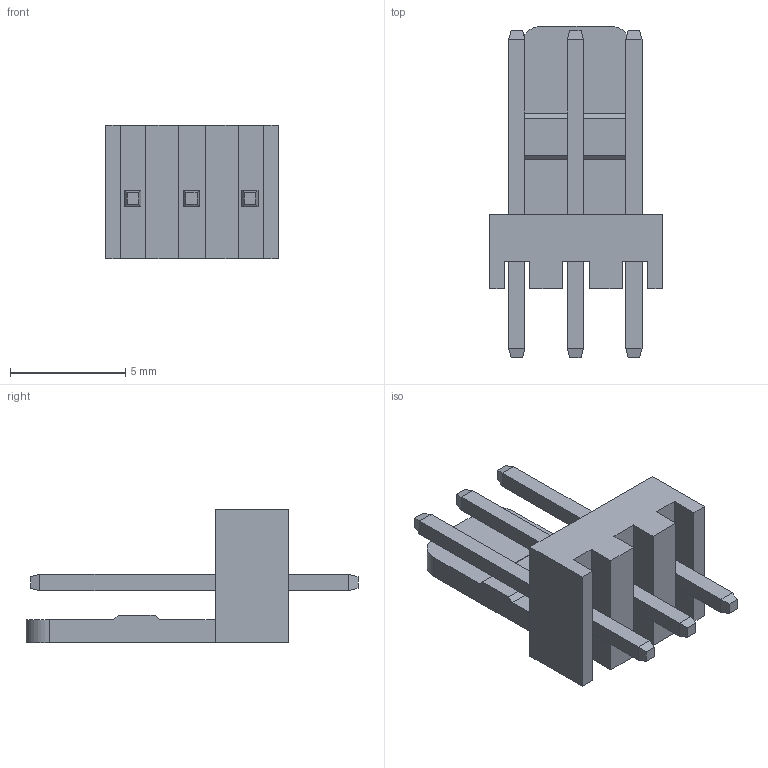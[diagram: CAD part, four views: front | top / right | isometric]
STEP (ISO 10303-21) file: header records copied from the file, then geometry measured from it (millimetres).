
FILE_DESCRIPTION (( 'STEP AP214' ), '1' );
FILE_NAME ('User Library-WF-3-1.STEP', '2014-10-28T15:11:33', ( 'Windows User' ), ( '' ), 'SwSTEP 2.0', 'SolidWorks 2014', '' );
FILE_SCHEMA (( 'AUTOMOTIVE_DESIGN' ));
Length unit declared in the file: millimetre
Products named in the file (3): User Library-WF-3-1_Pin 2___ _________; User Library-WF-3-1_Case WF-3___ _________; User Library-WF-3-1
Assembly tree (4 placements, depth 2):
  User Library-WF-3-1
    User Library-WF-3-1_Case WF-3___ _________
    User Library-WF-3-1_Pin 2___ _________  x3
Bounding box: 7.5 x 14.4 x 5.8 mm (x, y, z)
Volume: 177.1 mm3; surface area: 423.6 mm2
Topology: 4 solids, 4 shells, 85 faces, 198 edges, 124 vertices
Faces by surface type: plane 83, cylinder 2
Entity records: 1782 total; most frequent: CARTESIAN_POINT 298, ORIENTED_EDGE 284, DIRECTION 274, EDGE_CURVE 142, LINE 138, VECTOR 138, VERTEX_POINT 92, AXIS2_PLACEMENT_3D 68
